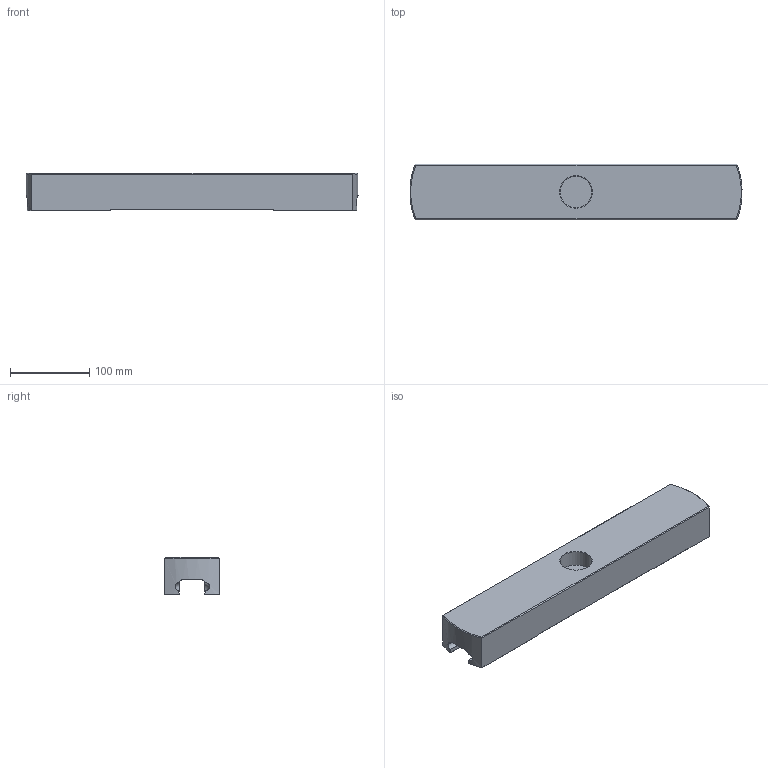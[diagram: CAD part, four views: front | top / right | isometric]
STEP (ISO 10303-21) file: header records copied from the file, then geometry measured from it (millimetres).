
FILE_DESCRIPTION(/* description */ (''),/* implementation_level */ '2;1');
FILE_NAME(/* name */ 'A731S040.stp',/* time_stamp */ '2017-11-06T13:18:28+06:00',/* author */ (''),/* organization */ (''),/* preprocessor_version */ 'ST-DEVELOPER v16',/* originating_system */ 'SIEMENS PLM Software NX 11.0',/* authorisation */ '');
FILE_SCHEMA (('AUTOMOTIVE_DESIGN { 1 0 10303 214 3 1 1 1 }'));
Length unit declared in the file: millimetre
Products named in the file (1): A731S040
Bounding box: 418.85 x 70 x 47 mm (x, y, z)
Volume: 1062587.4 mm3; surface area: 118319.2 mm2
Topology: 1 solids, 1 shells, 65 faces, 166 edges, 104 vertices
Faces by surface type: plane 37, cylinder 13, cone 11, torus 4
Full cylindrical faces by diameter (mm): 40 x1
Entity records: 2131 total; most frequent: CARTESIAN_POINT 544, ORIENTED_EDGE 328, DIRECTION 305, EDGE_CURVE 164, AXIS2_PLACEMENT_3D 105, VERTEX_POINT 104, LINE 95, VECTOR 95
